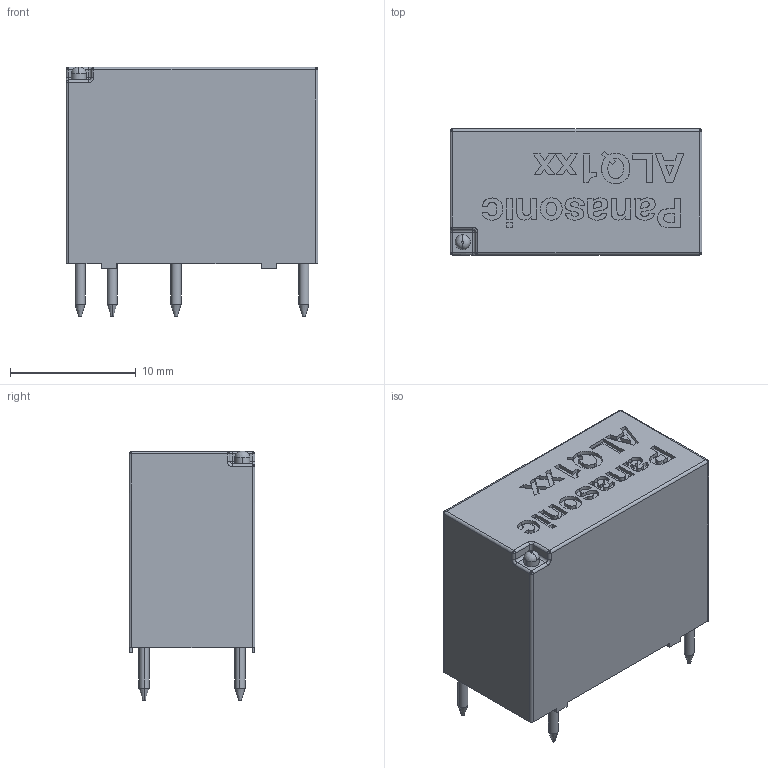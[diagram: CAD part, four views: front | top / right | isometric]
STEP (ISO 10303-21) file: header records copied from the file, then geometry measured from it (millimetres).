
FILE_DESCRIPTION (( 'STEP AP214' ), '1' );
FILE_NAME ('D0F4FDA1-25E8-40BC-9EEB-768BF184C680.STEP', '2023-03-27T22:02:47', ( '' ), ( '' ), 'SwSTEP 2.0', 'SolidWorks 2022', '' );
FILE_SCHEMA (( 'AUTOMOTIVE_DESIGN' ));
Length unit declared in the file: millimetre
Products named in the file (1): D0F4FDA1-25E8-40BC-9EEB-768BF184C680
Bounding box: 20 x 10 x 19.8 mm (x, y, z)
Volume: 3117.5 mm3; surface area: 1424.3 mm2
Topology: 6 solids, 6 shells, 292 faces, 760 edges, 488 vertices
Faces by surface type: plane 155, bspline 96, cylinder 29, cone 10, torus 2
Entity records: 9530 total; most frequent: CARTESIAN_POINT 2901, ORIENTED_EDGE 1492, DIRECTION 1079, EDGE_CURVE 746, VERTEX_POINT 488, VECTOR 481, LINE 481, EDGE_LOOP 314
